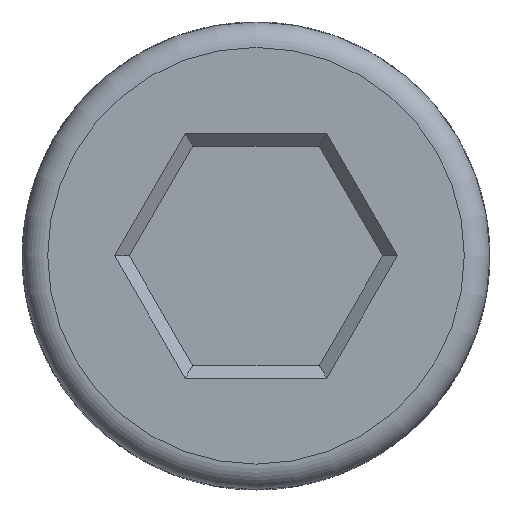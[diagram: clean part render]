
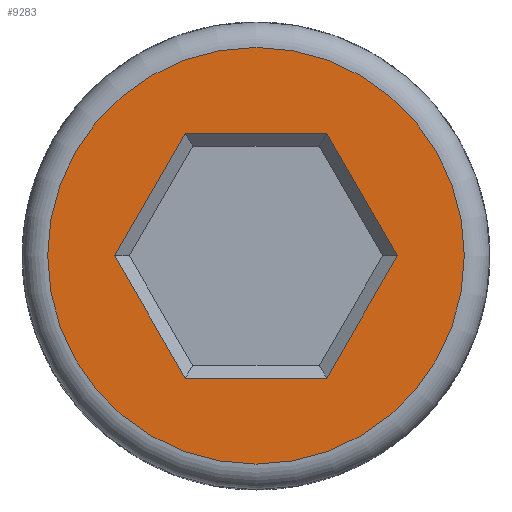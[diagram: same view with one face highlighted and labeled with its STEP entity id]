
A CAD part, top view. The second image highlights one B-rep face of the part: STEP entity #9283.
In plain terms, the highlighted planar face has unit normal (0, 0, 1).
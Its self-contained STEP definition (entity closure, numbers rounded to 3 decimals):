
#21=PLANE('',#10067);
#635=FACE_BOUND('',#1337,.T.);
#680=FACE_OUTER_BOUND('',#1336,.T.);
#1336=EDGE_LOOP('',(#7144));
#1337=EDGE_LOOP('',(#7145,#7146,#7147,#7148,#7149,#7150));
#2065=CIRCLE('',#10065,2.45);
#2370=LINE('',#16343,#3434);
#2371=LINE('',#16345,#3435);
#2372=LINE('',#16347,#3436);
#2373=LINE('',#16349,#3437);
#2374=LINE('',#16351,#3438);
#2375=LINE('',#16352,#3439);
#3434=VECTOR('',#11331,10.);
#3435=VECTOR('',#11332,10.);
#3436=VECTOR('',#11333,10.);
#3437=VECTOR('',#11334,10.);
#3438=VECTOR('',#11335,10.);
#3439=VECTOR('',#11336,10.);
#4741=VERTEX_POINT('',#16337);
#4742=VERTEX_POINT('',#16341);
#4743=VERTEX_POINT('',#16342);
#4744=VERTEX_POINT('',#16344);
#4745=VERTEX_POINT('',#16346);
#4746=VERTEX_POINT('',#16348);
#4747=VERTEX_POINT('',#16350);
#5677=EDGE_CURVE('',#4741,#4741,#2065,.T.);
#5679=EDGE_CURVE('',#4742,#4743,#2370,.T.);
#5680=EDGE_CURVE('',#4744,#4742,#2371,.T.);
#5681=EDGE_CURVE('',#4745,#4744,#2372,.T.);
#5682=EDGE_CURVE('',#4746,#4745,#2373,.T.);
#5683=EDGE_CURVE('',#4747,#4746,#2374,.T.);
#5684=EDGE_CURVE('',#4743,#4747,#2375,.T.);
#7144=ORIENTED_EDGE('',*,*,#5677,.F.);
#7145=ORIENTED_EDGE('',*,*,#5679,.F.);
#7146=ORIENTED_EDGE('',*,*,#5680,.F.);
#7147=ORIENTED_EDGE('',*,*,#5681,.F.);
#7148=ORIENTED_EDGE('',*,*,#5682,.F.);
#7149=ORIENTED_EDGE('',*,*,#5683,.F.);
#7150=ORIENTED_EDGE('',*,*,#5684,.F.);
#9283=ADVANCED_FACE('',(#680,#635),#21,.T.);
#10065=AXIS2_PLACEMENT_3D('',#16338,#11325,#11326);
#10067=AXIS2_PLACEMENT_3D('',#16340,#11329,#11330);
#11325=DIRECTION('center_axis',(0.,0.,-1.));
#11326=DIRECTION('ref_axis',(1.,0.,0.));
#11329=DIRECTION('center_axis',(0.,0.,1.));
#11330=DIRECTION('ref_axis',(1.,0.,0.));
#11331=DIRECTION('',(-0.5,0.866,0.));
#11332=DIRECTION('',(0.5,0.866,0.));
#11333=DIRECTION('',(1.,0.,0.));
#11334=DIRECTION('',(0.5,-0.866,0.));
#11335=DIRECTION('',(-0.5,-0.866,0.));
#11336=DIRECTION('',(-1.,0.,0.));
#16337=CARTESIAN_POINT('',(-2.45,0.,2.8));
#16338=CARTESIAN_POINT('Origin',(0.,0.,2.8));
#16340=CARTESIAN_POINT('Origin',(0.,0.,2.8));
#16341=CARTESIAN_POINT('',(1.663,0.,2.8));
#16342=CARTESIAN_POINT('',(0.831,1.44,2.8));
#16343=CARTESIAN_POINT('',(1.061,1.043,2.8));
#16344=CARTESIAN_POINT('',(0.831,-1.44,2.8));
#16345=CARTESIAN_POINT('',(1.433,-0.398,2.8));
#16346=CARTESIAN_POINT('',(-0.831,-1.44,2.8));
#16347=CARTESIAN_POINT('',(0.372,-1.44,2.8));
#16348=CARTESIAN_POINT('',(-1.663,0.,2.8));
#16349=CARTESIAN_POINT('',(-1.061,-1.043,2.8));
#16350=CARTESIAN_POINT('',(-0.831,1.44,2.8));
#16351=CARTESIAN_POINT('',(-1.433,0.398,2.8));
#16352=CARTESIAN_POINT('',(-0.372,1.44,2.8));
